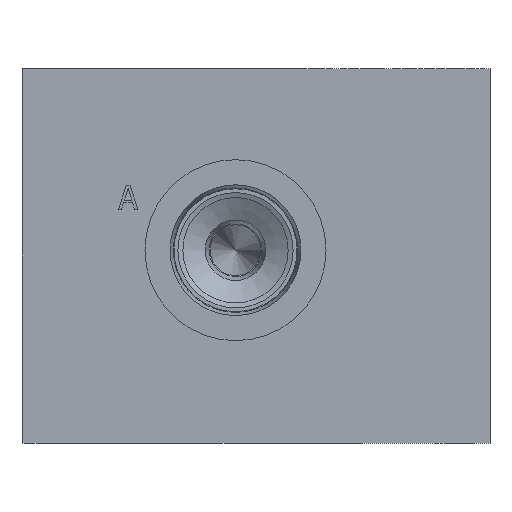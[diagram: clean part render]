
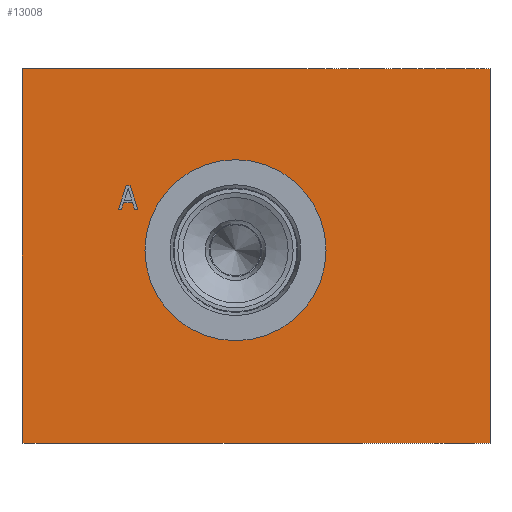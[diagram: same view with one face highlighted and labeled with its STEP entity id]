
A CAD part, left-side view. The second image highlights one B-rep face of the part: STEP entity #13008.
In plain terms, the highlighted planar face has unit normal (-1, 0, 0).
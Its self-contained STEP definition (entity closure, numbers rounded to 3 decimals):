
#182=CIRCLE('',#13719,24.562);
#183=CIRCLE('',#13720,24.562);
#497=FACE_BOUND('',#1777,.T.);
#498=FACE_BOUND('',#1778,.T.);
#660=PLANE('',#13718);
#1061=FACE_OUTER_BOUND('',#1776,.T.);
#1776=EDGE_LOOP('',(#8920,#8921,#8922,#8923));
#1777=EDGE_LOOP('',(#8924,#8925));
#1778=EDGE_LOOP('',(#8926,#8927,#8928,#8929,#8930,#8931,#8932,#8933));
#2514=LINE('',#17661,#3758);
#2672=LINE('',#18135,#3916);
#2676=LINE('',#18143,#3920);
#2679=LINE('',#18149,#3923);
#2682=LINE('',#18155,#3926);
#2685=LINE('',#18161,#3929);
#2688=LINE('',#18167,#3932);
#2691=LINE('',#18173,#3935);
#2694=LINE('',#18178,#3938);
#2696=LINE('',#18183,#3940);
#2697=LINE('',#18185,#3941);
#2698=LINE('',#18186,#3942);
#3758=VECTOR('',#14549,10.);
#3916=VECTOR('',#14833,10.);
#3920=VECTOR('',#14839,10.);
#3923=VECTOR('',#14844,10.);
#3926=VECTOR('',#14849,10.);
#3929=VECTOR('',#14854,10.);
#3932=VECTOR('',#14859,10.);
#3935=VECTOR('',#14864,10.);
#3938=VECTOR('',#14869,10.);
#3940=VECTOR('',#14875,10.);
#3941=VECTOR('',#14876,10.);
#3942=VECTOR('',#14877,10.);
#5337=VERTEX_POINT('',#17657);
#5339=VERTEX_POINT('',#17660);
#5463=VERTEX_POINT('',#18133);
#5464=VERTEX_POINT('',#18134);
#5467=VERTEX_POINT('',#18142);
#5469=VERTEX_POINT('',#18148);
#5471=VERTEX_POINT('',#18154);
#5473=VERTEX_POINT('',#18160);
#5475=VERTEX_POINT('',#18166);
#5477=VERTEX_POINT('',#18172);
#5479=VERTEX_POINT('',#18182);
#5480=VERTEX_POINT('',#18184);
#5481=VERTEX_POINT('',#18187);
#5482=VERTEX_POINT('',#18188);
#6635=EDGE_CURVE('',#5339,#5337,#2514,.T.);
#6817=EDGE_CURVE('',#5463,#5464,#2672,.T.);
#6821=EDGE_CURVE('',#5467,#5463,#2676,.T.);
#6824=EDGE_CURVE('',#5469,#5467,#2679,.T.);
#6827=EDGE_CURVE('',#5471,#5469,#2682,.T.);
#6830=EDGE_CURVE('',#5473,#5471,#2685,.T.);
#6833=EDGE_CURVE('',#5475,#5473,#2688,.T.);
#6836=EDGE_CURVE('',#5477,#5475,#2691,.T.);
#6839=EDGE_CURVE('',#5464,#5477,#2694,.T.);
#6841=EDGE_CURVE('',#5337,#5479,#2696,.T.);
#6842=EDGE_CURVE('',#5480,#5479,#2697,.T.);
#6843=EDGE_CURVE('',#5339,#5480,#2698,.T.);
#6844=EDGE_CURVE('',#5481,#5482,#182,.T.);
#6845=EDGE_CURVE('',#5482,#5481,#183,.T.);
#8920=ORIENTED_EDGE('',*,*,#6635,.T.);
#8921=ORIENTED_EDGE('',*,*,#6841,.T.);
#8922=ORIENTED_EDGE('',*,*,#6842,.F.);
#8923=ORIENTED_EDGE('',*,*,#6843,.F.);
#8924=ORIENTED_EDGE('',*,*,#6844,.T.);
#8925=ORIENTED_EDGE('',*,*,#6845,.T.);
#8926=ORIENTED_EDGE('',*,*,#6817,.T.);
#8927=ORIENTED_EDGE('',*,*,#6839,.T.);
#8928=ORIENTED_EDGE('',*,*,#6836,.T.);
#8929=ORIENTED_EDGE('',*,*,#6833,.T.);
#8930=ORIENTED_EDGE('',*,*,#6830,.T.);
#8931=ORIENTED_EDGE('',*,*,#6827,.T.);
#8932=ORIENTED_EDGE('',*,*,#6824,.T.);
#8933=ORIENTED_EDGE('',*,*,#6821,.T.);
#13008=ADVANCED_FACE('',(#1061,#497,#498),#660,.T.);
#13718=AXIS2_PLACEMENT_3D('',#18181,#14873,#14874);
#13719=AXIS2_PLACEMENT_3D('',#18189,#14878,#14879);
#13720=AXIS2_PLACEMENT_3D('',#18190,#14880,#14881);
#14549=DIRECTION('',(0.,-1.,0.));
#14833=DIRECTION('',(0.,1.,0.));
#14839=DIRECTION('',(0.,0.309,-0.951));
#14844=DIRECTION('',(0.,1.,0.));
#14849=DIRECTION('',(0.,0.309,0.951));
#14854=DIRECTION('',(0.,1.,0.));
#14859=DIRECTION('',(0.,-0.319,-0.948));
#14864=DIRECTION('',(0.,-1.,0.));
#14869=DIRECTION('',(0.,-0.319,0.948));
#14873=DIRECTION('center_axis',(-1.,0.,0.));
#14874=DIRECTION('ref_axis',(0.,-1.,0.));
#14875=DIRECTION('',(0.,0.,1.));
#14876=DIRECTION('',(0.,-1.,0.));
#14877=DIRECTION('',(0.,0.,1.));
#14878=DIRECTION('center_axis',(1.,0.,0.));
#14879=DIRECTION('ref_axis',(0.,1.,0.));
#14880=DIRECTION('center_axis',(1.,0.,0.));
#14881=DIRECTION('ref_axis',(0.,1.,0.));
#17657=CARTESIAN_POINT('',(0.,0.,0.));
#17660=CARTESIAN_POINT('',(0.,127.,0.));
#17661=CARTESIAN_POINT('',(0.,127.,0.));
#18133=CARTESIAN_POINT('',(0.,99.993,63.5));
#18134=CARTESIAN_POINT('',(0.,100.847,63.5));
#18135=CARTESIAN_POINT('',(0.,113.497,63.5));
#18142=CARTESIAN_POINT('',(0.,99.417,65.275));
#18143=CARTESIAN_POINT('',(0.,110.317,31.699));
#18148=CARTESIAN_POINT('',(0.,96.993,65.275));
#18149=CARTESIAN_POINT('',(0.,111.997,65.275));
#18154=CARTESIAN_POINT('',(0.,96.417,63.5));
#18155=CARTESIAN_POINT('',(0.,88.55,39.268));
#18160=CARTESIAN_POINT('',(0.,95.527,63.5));
#18161=CARTESIAN_POINT('',(0.,111.263,63.5));
#18166=CARTESIAN_POINT('',(0.,97.667,69.85));
#18167=CARTESIAN_POINT('',(0.,88.592,42.929));
#18172=CARTESIAN_POINT('',(0.,98.707,69.85));
#18173=CARTESIAN_POINT('',(0.,112.853,69.85));
#18178=CARTESIAN_POINT('',(0.,111.793,31.032));
#18181=CARTESIAN_POINT('Origin',(0.,127.,0.));
#18182=CARTESIAN_POINT('',(0.,0.,101.6));
#18183=CARTESIAN_POINT('',(0.,0.,0.));
#18184=CARTESIAN_POINT('',(0.,127.,101.6));
#18185=CARTESIAN_POINT('',(0.,127.,101.6));
#18186=CARTESIAN_POINT('',(0.,127.,0.));
#18187=CARTESIAN_POINT('',(0.,93.624,52.375));
#18188=CARTESIAN_POINT('',(0.,44.501,52.375));
#18189=CARTESIAN_POINT('Origin',(0.,69.063,52.375));
#18190=CARTESIAN_POINT('Origin',(0.,69.063,52.375));
